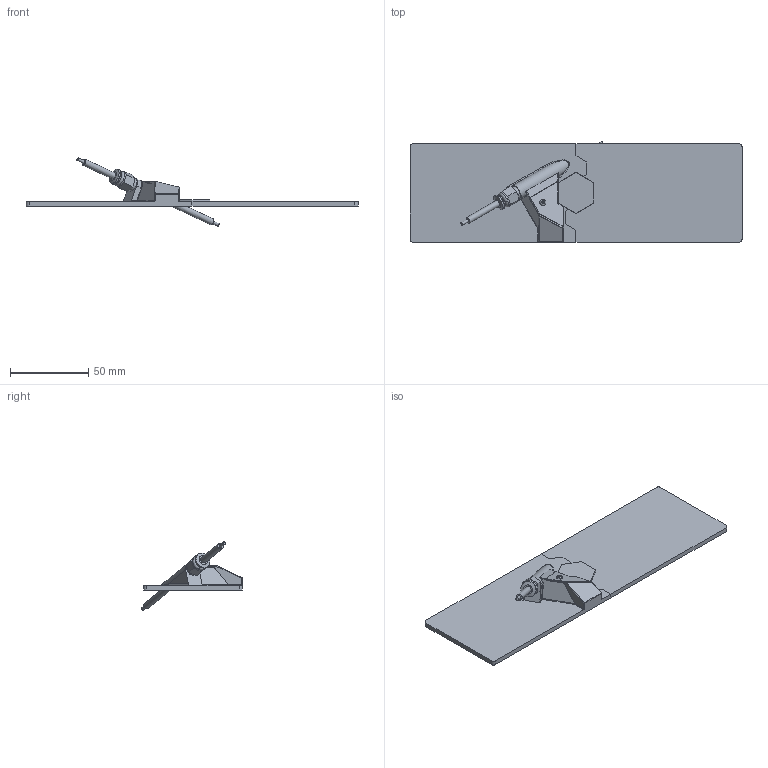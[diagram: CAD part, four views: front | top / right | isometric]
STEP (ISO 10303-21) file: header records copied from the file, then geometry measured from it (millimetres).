
FILE_DESCRIPTION(/* description */ (''),/* implementation_level */ '2;1');
FILE_NAME(/* name */ 'URBI_Siboor_V0.2.stp',/* time_stamp */ '2025-03-22T02:07:13+08:00',/* author */ (''),/* organization */ (''),/* preprocessor_version */ 'ST-DEVELOPER v19.4',/* originating_system */ 'SIEMENS PLM Software NX2306.3001',/* authorisation */ '');
FILE_SCHEMA (('AUTOMOTIVE_DESIGN { 1 0 10303 214 3 1 1 1 }'));
Length unit declared in the file: millimetre
Products named in the file (8): Tube_PTFE; M2x10_Self_Tapping; Bearing_Ball_MR85ZZ; Fitting_PC4-M6; Siboor_V0.2_Filament_Switch; Siboor_V0.2_URBI_Switch_Cover; Siboor_V0.2_URBI; URBI_Siboor_V0.2
Assembly tree (7 placements, depth 2):
  URBI_Siboor_V0.2
    Siboor_V0.2_URBI
    Siboor_V0.2_URBI_Switch_Cover
    Siboor_V0.2_Filament_Switch
    Fitting_PC4-M6
    Bearing_Ball_MR85ZZ
    M2x10_Self_Tapping
    Tube_PTFE
Bounding box: 212 x 64.2 x 43.5 mm (x, y, z)
Volume: 47595.8 mm3; surface area: 38145.2 mm2
Topology: 15 solids, 15 shells, 380 faces, 953 edges, 612 vertices
Faces by surface type: plane 191, cylinder 126, bspline 37, cone 12, torus 8, sphere 6
Full cylindrical faces by diameter (mm): 1.28 x11, 1.75 x1, 1.9 x1, 2 x2, 2.1 x2, 2.2 x9, 2.3 x1, 3.75 x1, 4 x2, 4.4 x1, 4.5 x1, 5 x1, 6 x1, 8 x1
Entity records: 15457 total; most frequent: CARTESIAN_POINT 6334, ORIENTED_EDGE 1838, DIRECTION 1731, EDGE_CURVE 919, VERTEX_POINT 604, AXIS2_PLACEMENT_3D 592, LINE 547, VECTOR 547
